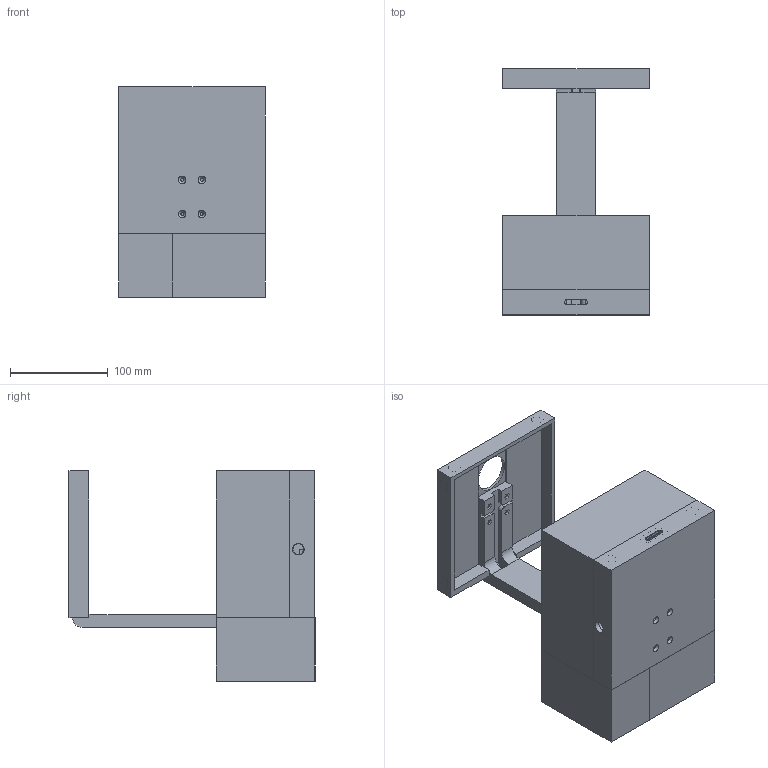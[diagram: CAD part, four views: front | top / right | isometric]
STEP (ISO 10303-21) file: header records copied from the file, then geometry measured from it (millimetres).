
FILE_DESCRIPTION(/* description */ (''),/* implementation_level */ '2;1');
FILE_NAME(/* name */ 'projet_hydroponique v63.step',/* time_stamp */ '2025-03-13T19:50:26+01:00',/* author */ (''),/* organization */ (''),/* preprocessor_version */ 'ST-DEVELOPER v20',/* originating_system */ 'Autodesk Translation Framework v13.20.0.188',/* authorisation */ '');
FILE_SCHEMA (('AUTOMOTIVE_DESIGN { 1 0 10303 214 3 1 1 }'));
Length unit declared in the file: millimetre
Products named in the file (8): projet_hydroponique; Base/Pot; boitier esp; support lampe; capsule; réservoir d'eau; cache reservoir; cache reservoir2
Assembly tree (6 placements, depth 2):
  projet_hydroponique
    Base/Pot
    boitier esp
    support lampe
    capsule
    cache reservoir
    cache reservoir2
  réservoir d'eau
Bounding box: 150 x 251.55 x 215 mm (x, y, z)
Volume: 1321564.8 mm3; surface area: 444195.7 mm2
Topology: 7 solids, 30 shells, 463 faces, 1137 edges, 752 vertices
Faces by surface type: plane 357, cylinder 95, cone 8, torus 3
Full cylindrical faces by diameter (mm): 2 x1, 3 x17, 7.7 x4, 7.8 x1, 10.4 x8, 12 x1, 38 x1
Entity records: 13941 total; most frequent: CARTESIAN_POINT 2412, DIRECTION 2297, ORIENTED_EDGE 2274, EDGE_CURVE 1137, LINE 927, VECTOR 927, VERTEX_POINT 752, AXIS2_PLACEMENT_3D 685
